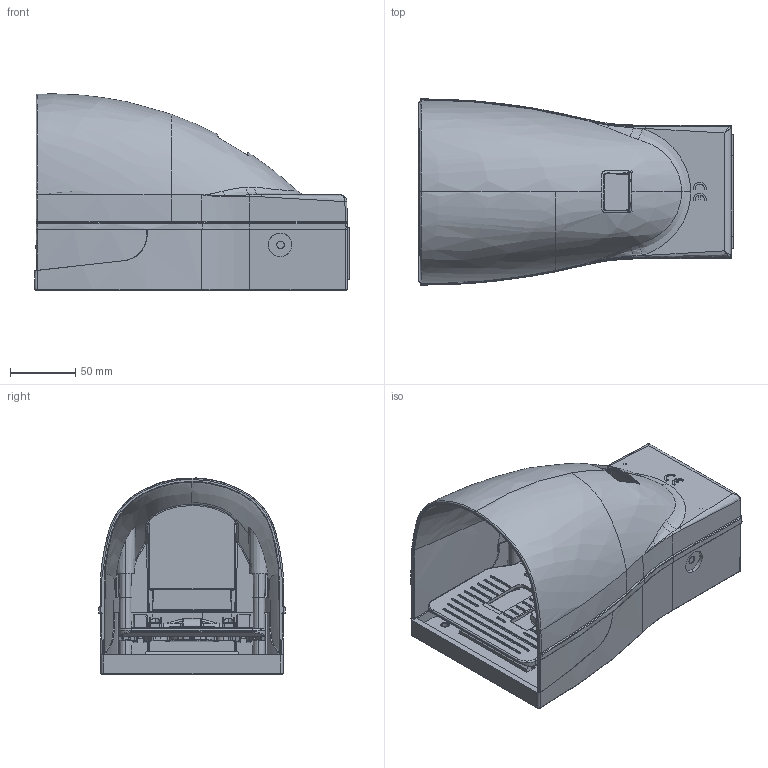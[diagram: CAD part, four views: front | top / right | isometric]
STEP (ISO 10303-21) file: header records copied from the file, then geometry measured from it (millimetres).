
FILE_DESCRIPTION(( 'PED 502 SR.STEP' ), '1');
FILE_NAME( 'PED 502 SR.STEP', '2019-03-04T12:05:19',( 'Sopra'),('sopra-pneumatic.com'), 'SwSTEP 2.0','SolidWorks 2009','' );
FILE_SCHEMA (( 'AUTOMOTIVE_DESIGN' ));
Length unit declared in the file: millimetre
Products named in the file (1): 1_125_4n
Bounding box: 240.5 x 142.41 x 149.97 mm (x, y, z)
Volume: 667978.9 mm3; surface area: 354793.4 mm2
Topology: 23 solids, 23 shells, 4322 faces, 10665 edges, 6296 vertices
Faces by surface type: cylinder 1466, bspline 1198, plane 923, cone 430, sphere 161, torus 144
Entity records: 306990 total; most frequent: CARTESIAN_POINT 185036, ORIENTED_EDGE 20964, DIRECTION 15468, EDGE_CURVE 10482, VERTEX_POINT 6285, AXIS2_PLACEMENT_3D 6066, EDGE_LOOP 4447, FACE_OUTER_BOUND 4320
